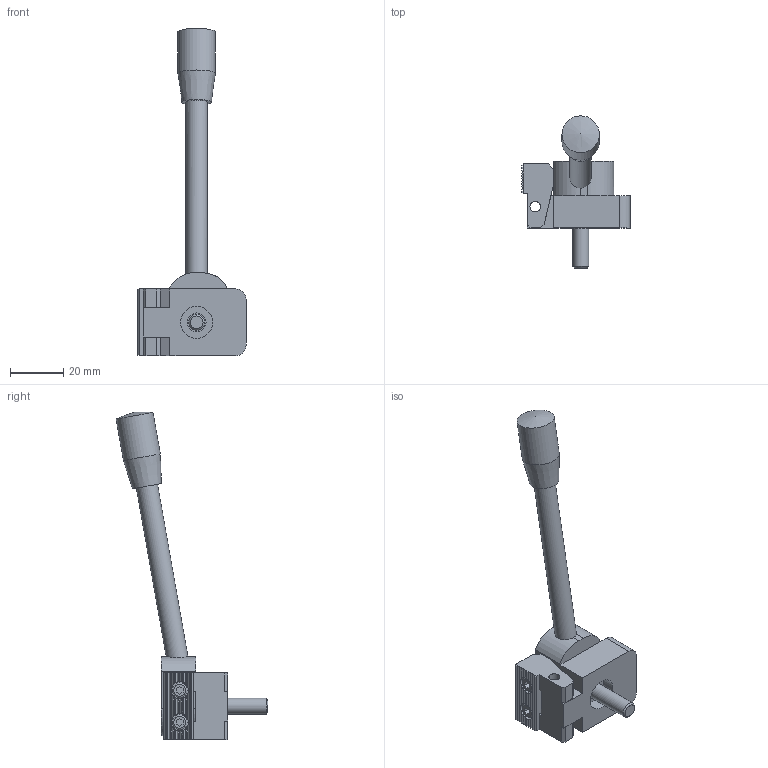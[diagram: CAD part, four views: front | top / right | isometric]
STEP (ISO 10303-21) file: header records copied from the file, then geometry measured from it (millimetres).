
FILE_DESCRIPTION( ( 'STEP AP214' ), '1' );
FILE_NAME( 'K0035.006025_0.stp', '2020-11-24T15:14:51', ( '' ), ( '' ), ' ', 'PARTsolutions', ' ' );
FILE_SCHEMA( ( 'AUTOMOTIVE_DESIGN { 1 0 10303 214 1 1 1 1 }' ) );
Length unit declared in the file: millimetre
Products named in the file (1): _K0035.006025_0
Bounding box: 40.5 x 56.81 x 122.58 mm (x, y, z)
Volume: 28212.9 mm3; surface area: 11110.6 mm2
Topology: 1 solids, 1 shells, 158 faces, 389 edges, 240 vertices
Faces by surface type: plane 133, cylinder 19, torus 3, cone 2, bspline 1
Full cylindrical faces by diameter (mm): 4 x1, 5.5 x2, 6 x1, 6.5 x2, 7 x1, 8 x1, 10.3 x1, 10.5 x1, 12 x1, 14 x1, 18 x1
Entity records: 5845 total; most frequent: CARTESIAN_POINT 845, DIRECTION 778, ORIENTED_EDGE 738, EDGE_CURVE 369, LINE 272, VECTOR 272, AXIS2_PLACEMENT_3D 253, VERTEX_POINT 240
